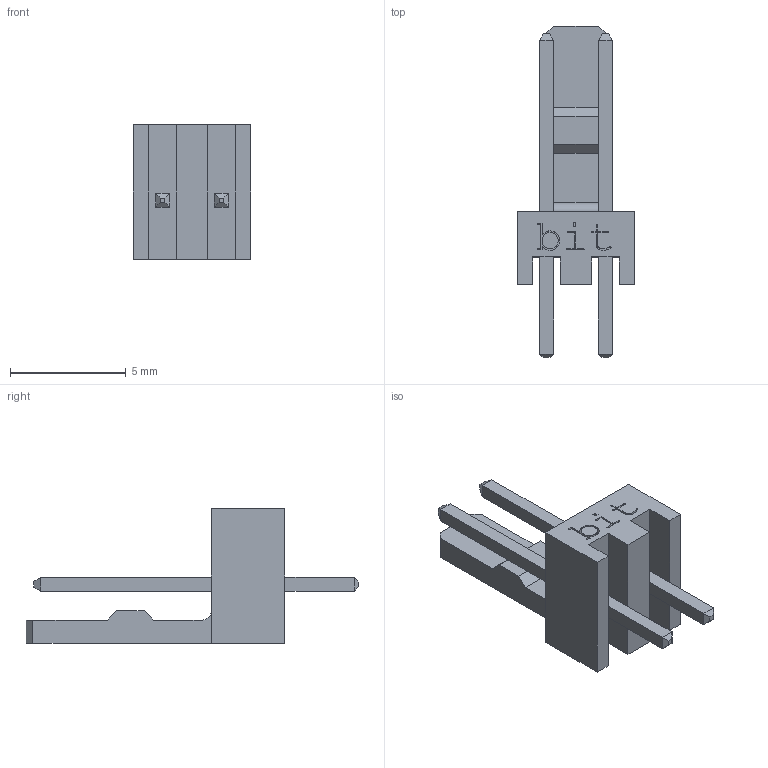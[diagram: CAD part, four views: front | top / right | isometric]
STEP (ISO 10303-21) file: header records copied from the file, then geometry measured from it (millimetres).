
FILE_DESCRIPTION (( 'STEP AP214' ), '1' );
FILE_NAME ('Molex-2.54-2pin.STEP', '2020-04-25T06:42:43', ( '' ), ( '' ), 'SwSTEP 2.0', 'SolidWorks 2013', '' );
FILE_SCHEMA (( 'AUTOMOTIVE_DESIGN' ));
Length unit declared in the file: millimetre
Products named in the file (3): Molex-2.54-2pin; Pieza2; pin
Assembly tree (3 placements, depth 2):
  Molex-2.54-2pin
    Pieza2
    pin  x2
Bounding box: 5.08 x 14.33 x 5.8 mm (x, y, z)
Volume: 107 mm3; surface area: 287.7 mm2
Topology: 3 solids, 3 shells, 123 faces, 320 edges, 208 vertices
Faces by surface type: plane 91, bspline 31, cylinder 1
Entity records: 4568 total; most frequent: CARTESIAN_POINT 1934, ORIENTED_EDGE 584, DIRECTION 400, EDGE_CURVE 292, VECTOR 228, LINE 228, VERTEX_POINT 192, EDGE_LOOP 118
